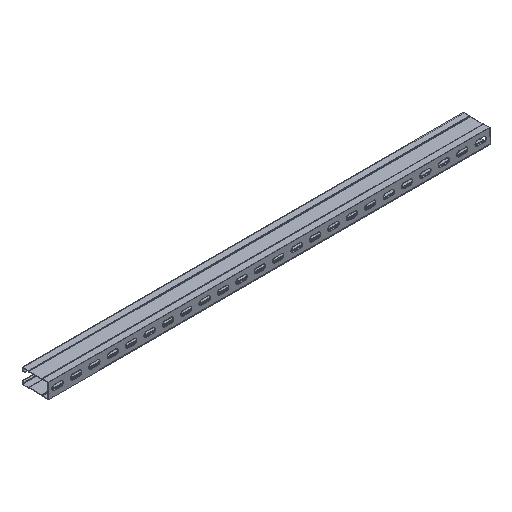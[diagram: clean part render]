
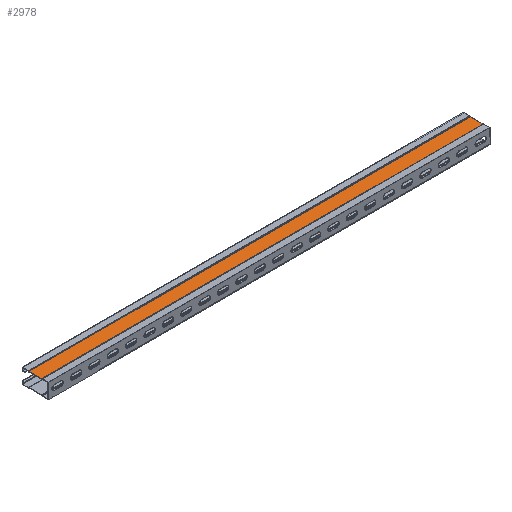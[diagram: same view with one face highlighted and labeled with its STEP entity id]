
A CAD part, isometric view. The second image highlights one B-rep face of the part: STEP entity #2978.
In plain terms, the highlighted planar face has unit normal (0, 0, 1).
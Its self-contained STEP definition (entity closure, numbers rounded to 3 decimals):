
#385=FACE_OUTER_BOUND('',#571,.T.);
#571=EDGE_LOOP('',(#2534,#2535,#2536,#2537));
#849=LINE('',#4883,#1129);
#850=LINE('',#4886,#1130);
#851=LINE('',#4888,#1131);
#852=LINE('',#4889,#1132);
#1129=VECTOR('',#4057,10.);
#1130=VECTOR('',#4060,10.);
#1131=VECTOR('',#4061,10.);
#1132=VECTOR('',#4062,10.);
#1404=VERTEX_POINT('',#4879);
#1405=VERTEX_POINT('',#4881);
#1406=VERTEX_POINT('',#4885);
#1407=VERTEX_POINT('',#4887);
#1805=EDGE_CURVE('',#1404,#1405,#849,.T.);
#1806=EDGE_CURVE('',#1406,#1404,#850,.T.);
#1807=EDGE_CURVE('',#1407,#1405,#851,.T.);
#1808=EDGE_CURVE('',#1406,#1407,#852,.T.);
#2534=ORIENTED_EDGE('',*,*,#1806,.T.);
#2535=ORIENTED_EDGE('',*,*,#1805,.T.);
#2536=ORIENTED_EDGE('',*,*,#1807,.F.);
#2537=ORIENTED_EDGE('',*,*,#1808,.F.);
#2703=PLANE('',#3263);
#2978=ADVANCED_FACE('',(#385),#2703,.T.);
#3263=AXIS2_PLACEMENT_3D('',#4884,#4058,#4059);
#4057=DIRECTION('',(1.,0.,0.));
#4058=DIRECTION('center_axis',(0.,0.,1.));
#4059=DIRECTION('ref_axis',(0.,-1.,0.));
#4060=DIRECTION('',(0.,-1.,0.));
#4061=DIRECTION('',(0.,-1.,0.));
#4062=DIRECTION('',(1.,0.,0.));
#4879=CARTESIAN_POINT('',(0.,-17.312,19.65));
#4881=CARTESIAN_POINT('',(1200.,-17.312,19.65));
#4883=CARTESIAN_POINT('',(0.,-17.312,19.65));
#4884=CARTESIAN_POINT('Origin',(0.,17.312,19.65));
#4885=CARTESIAN_POINT('',(0.,17.312,19.65));
#4886=CARTESIAN_POINT('',(0.,17.312,19.65));
#4887=CARTESIAN_POINT('',(1200.,17.312,19.65));
#4888=CARTESIAN_POINT('',(1200.,17.312,19.65));
#4889=CARTESIAN_POINT('',(0.,17.312,19.65));
